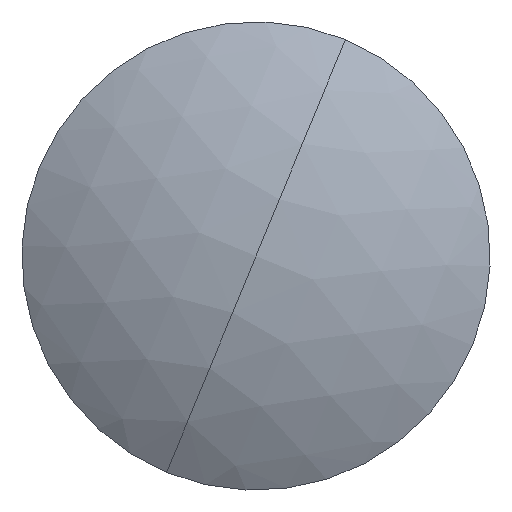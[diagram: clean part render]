
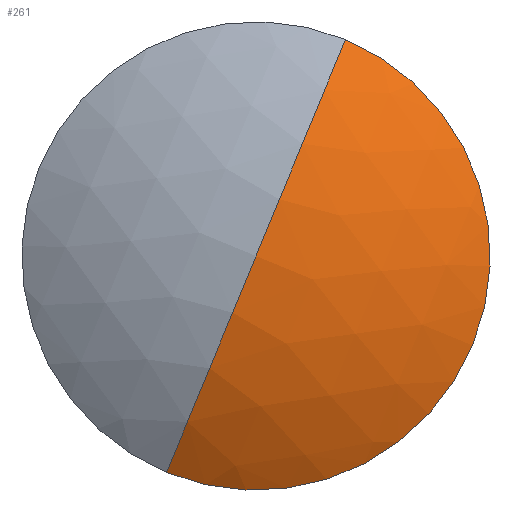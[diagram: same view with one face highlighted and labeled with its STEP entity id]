
A CAD part, left-side view. The second image highlights one B-rep face of the part: STEP entity #261.
In plain terms, the highlighted spherical face has radius 28.17 mm.
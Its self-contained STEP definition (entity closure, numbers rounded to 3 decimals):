
#5 = CARTESIAN_POINT ( 'NONE',  ( 18.622, 0., 0. ) ) ;
#19 = DIRECTION ( 'NONE',  ( 0., -0.382, 0.924 ) ) ;
#24 = ORIENTED_EDGE ( 'NONE', *, *, #70, .F. ) ;
#46 = CIRCLE ( 'NONE', #331, 28.17 ) ;
#54 = SPHERICAL_SURFACE ( 'NONE', #425, 28.17 ) ;
#64 = EDGE_CURVE ( 'NONE', #317, #210, #46, .T. ) ;
#70 = EDGE_CURVE ( 'NONE', #339, #76, #145, .T. ) ;
#73 = DIRECTION ( 'NONE',  ( 0., -0.924, -0.382 ) ) ;
#76 = VERTEX_POINT ( 'NONE', #111 ) ;
#90 = CARTESIAN_POINT ( 'NONE',  ( 14.616, 0., 0. ) ) ;
#92 = EDGE_LOOP ( 'NONE', ( #418, #371, #24, #307 ) ) ;
#111 = CARTESIAN_POINT ( 'NONE',  ( 18.622, 5.529, -13.383 ) ) ;
#120 = DIRECTION ( 'NONE',  ( 1., 0., 0. ) ) ;
#134 = EDGE_CURVE ( 'NONE', #317, #76, #166, .T. ) ;
#144 = DIRECTION ( 'NONE',  ( 0., -0.382, 0.924 ) ) ;
#145 = CIRCLE ( 'NONE', #363, 14.48 ) ;
#148 = CARTESIAN_POINT ( 'NONE',  ( 18.622, 0., 0. ) ) ;
#166 = CIRCLE ( 'NONE', #184, 28.17 ) ;
#176 = CARTESIAN_POINT ( 'NONE',  ( 42.786, 0., 0. ) ) ;
#184 = AXIS2_PLACEMENT_3D ( 'NONE', #253, #73, #319 ) ;
#210 = VERTEX_POINT ( 'NONE', #262 ) ;
#213 = DIRECTION ( 'NONE',  ( 0., 0.924, 0.382 ) ) ;
#237 = FACE_OUTER_BOUND ( 'NONE', #92, .T. ) ;
#253 = CARTESIAN_POINT ( 'NONE',  ( 42.786, 0., 0. ) ) ;
#260 = EDGE_CURVE ( 'NONE', #210, #339, #264, .T. ) ;
#261 = ADVANCED_FACE ( 'NONE', ( #237 ), #54, .T. ) ;
#262 = CARTESIAN_POINT ( 'NONE',  ( 18.622, -5.529, 13.383 ) ) ;
#263 = AXIS2_PLACEMENT_3D ( 'NONE', #148, #120, #394 ) ;
#264 = CIRCLE ( 'NONE', #263, 14.48 ) ;
#272 = CARTESIAN_POINT ( 'NONE',  ( 18.622, -13.383, -5.529 ) ) ;
#307 = ORIENTED_EDGE ( 'NONE', *, *, #260, .F. ) ;
#315 = DIRECTION ( 'NONE',  ( 0., -0.924, -0.382 ) ) ;
#317 = VERTEX_POINT ( 'NONE', #90 ) ;
#319 = DIRECTION ( 'NONE',  ( 0., 0.382, -0.924 ) ) ;
#331 = AXIS2_PLACEMENT_3D ( 'NONE', #176, #213, #144 ) ;
#339 = VERTEX_POINT ( 'NONE', #272 ) ;
#351 = DIRECTION ( 'NONE',  ( 1., 0., 0. ) ) ;
#358 = CARTESIAN_POINT ( 'NONE',  ( 42.786, 0., 0. ) ) ;
#363 = AXIS2_PLACEMENT_3D ( 'NONE', #5, #351, #315 ) ;
#367 = DIRECTION ( 'NONE',  ( 0., -0.924, -0.382 ) ) ;
#371 = ORIENTED_EDGE ( 'NONE', *, *, #134, .T. ) ;
#394 = DIRECTION ( 'NONE',  ( 0., -0.924, -0.382 ) ) ;
#418 = ORIENTED_EDGE ( 'NONE', *, *, #64, .F. ) ;
#425 = AXIS2_PLACEMENT_3D ( 'NONE', #358, #367, #19 ) ;
